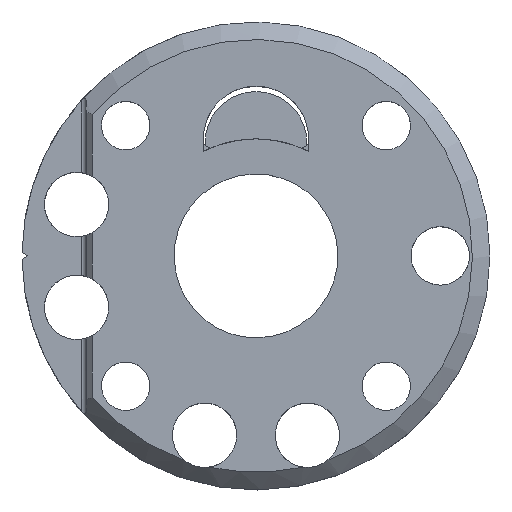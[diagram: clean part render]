
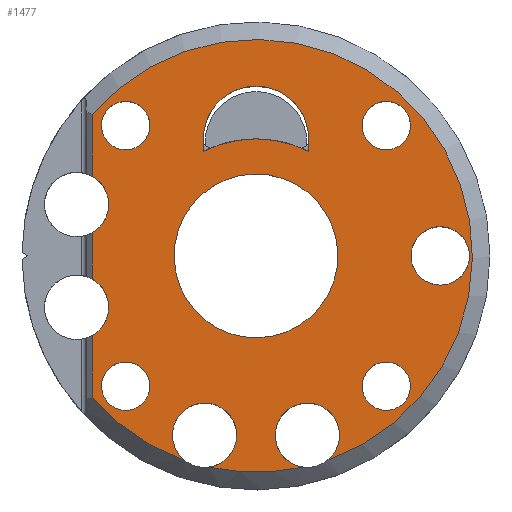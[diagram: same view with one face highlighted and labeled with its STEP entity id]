
A CAD part, top view. The second image highlights one B-rep face of the part: STEP entity #1477.
In plain terms, the highlighted planar face has unit normal (0, 0, 1).
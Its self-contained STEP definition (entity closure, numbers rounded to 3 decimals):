
#52=FACE_BOUND($,#239,.T.);
#53=FACE_BOUND($,#240,.T.);
#54=FACE_BOUND($,#241,.T.);
#55=FACE_BOUND($,#242,.T.);
#56=FACE_BOUND($,#243,.T.);
#57=FACE_BOUND($,#244,.T.);
#58=FACE_BOUND($,#245,.T.);
#59=FACE_BOUND($,#246,.T.);
#85=PLANE($,#1631);
#239=EDGE_LOOP($,(#1142));
#240=EDGE_LOOP($,(#1143));
#241=EDGE_LOOP($,(#1144));
#242=EDGE_LOOP($,(#1145));
#243=EDGE_LOOP($,(#1146,#1147,#1148,#1149));
#244=EDGE_LOOP($,(#1150));
#245=EDGE_LOOP($,(#1151,#1152,#1153,#1154,#1155,#1156,#1157,#1158,#1159,
#1160));
#246=EDGE_LOOP($,(#1161));
#319=LINE($,#2200,#387);
#344=LINE($,#2573,#412);
#356=LINE($,#2657,#424);
#357=LINE($,#2658,#425);
#358=LINE($,#2659,#426);
#387=VECTOR($,#1719,1.07);
#412=VECTOR($,#1940,1.07);
#424=VECTOR($,#1982,5.291);
#425=VECTOR($,#1983,5.291);
#426=VECTOR($,#1984,3.981);
#449=CIRCLE($,#1514,4.5);
#454=CIRCLE($,#1521,2.75);
#456=CIRCLE($,#1526,2.5);
#459=CIRCLE($,#1530,2.75);
#472=CIRCLE($,#1551,7.);
#473=CIRCLE($,#1553,10.);
#478=CIRCLE($,#1559,2.75);
#481=CIRCLE($,#1563,2.067);
#482=CIRCLE($,#1565,2.75);
#514=CIRCLE($,#1609,2.067);
#515=CIRCLE($,#1611,2.067);
#516=CIRCLE($,#1613,2.067);
#517=CIRCLE($,#1620,18.5);
#518=CIRCLE($,#1621,18.5);
#521=CIRCLE($,#1624,18.5);
#557=VERTEX_POINT($,#2143);
#558=VERTEX_POINT($,#2144);
#570=VERTEX_POINT($,#2199);
#582=VERTEX_POINT($,#2242);
#583=VERTEX_POINT($,#2243);
#590=VERTEX_POINT($,#2277);
#593=VERTEX_POINT($,#2284);
#594=VERTEX_POINT($,#2285);
#616=VERTEX_POINT($,#2404);
#617=VERTEX_POINT($,#2407);
#624=VERTEX_POINT($,#2424);
#625=VERTEX_POINT($,#2425);
#629=VERTEX_POINT($,#2447);
#630=VERTEX_POINT($,#2450);
#631=VERTEX_POINT($,#2451);
#659=VERTEX_POINT($,#2562);
#660=VERTEX_POINT($,#2565);
#661=VERTEX_POINT($,#2568);
#663=VERTEX_POINT($,#2584);
#668=VERTEX_POINT($,#2637);
#701=EDGE_CURVE($,#557,#558,#449,.T.);
#714=EDGE_CURVE($,#558,#570,#319,.T.);
#727=EDGE_CURVE($,#582,#583,#454,.T.);
#735=EDGE_CURVE($,#590,#590,#456,.T.);
#738=EDGE_CURVE($,#593,#594,#459,.T.);
#764=EDGE_CURVE($,#616,#616,#472,.T.);
#765=EDGE_CURVE($,#570,#617,#473,.T.);
#774=EDGE_CURVE($,#624,#625,#478,.T.);
#779=EDGE_CURVE($,#629,#629,#481,.F.);
#780=EDGE_CURVE($,#630,#631,#482,.T.);
#824=EDGE_CURVE($,#659,#659,#514,.F.);
#825=EDGE_CURVE($,#660,#660,#515,.F.);
#826=EDGE_CURVE($,#661,#661,#516,.F.);
#827=EDGE_CURVE($,#617,#557,#344,.T.);
#831=EDGE_CURVE($,#631,#624,#517,.T.);
#832=EDGE_CURVE($,#625,#663,#518,.T.);
#839=EDGE_CURVE($,#668,#630,#521,.T.);
#849=EDGE_CURVE($,#663,#582,#356,.T.);
#850=EDGE_CURVE($,#594,#668,#357,.T.);
#851=EDGE_CURVE($,#583,#593,#358,.T.);
#1142=ORIENTED_EDGE($,*,*,#824,.T.);
#1143=ORIENTED_EDGE($,*,*,#825,.T.);
#1144=ORIENTED_EDGE($,*,*,#826,.T.);
#1145=ORIENTED_EDGE($,*,*,#764,.F.);
#1146=ORIENTED_EDGE($,*,*,#765,.F.);
#1147=ORIENTED_EDGE($,*,*,#714,.F.);
#1148=ORIENTED_EDGE($,*,*,#701,.F.);
#1149=ORIENTED_EDGE($,*,*,#827,.F.);
#1150=ORIENTED_EDGE($,*,*,#735,.F.);
#1151=ORIENTED_EDGE($,*,*,#849,.F.);
#1152=ORIENTED_EDGE($,*,*,#832,.F.);
#1153=ORIENTED_EDGE($,*,*,#774,.F.);
#1154=ORIENTED_EDGE($,*,*,#831,.F.);
#1155=ORIENTED_EDGE($,*,*,#780,.F.);
#1156=ORIENTED_EDGE($,*,*,#839,.F.);
#1157=ORIENTED_EDGE($,*,*,#850,.F.);
#1158=ORIENTED_EDGE($,*,*,#738,.F.);
#1159=ORIENTED_EDGE($,*,*,#851,.F.);
#1160=ORIENTED_EDGE($,*,*,#727,.F.);
#1161=ORIENTED_EDGE($,*,*,#779,.T.);
#1477=ADVANCED_FACE($,(#52,#53,#54,#55,#56,#57,#58,#59),#85,.F.);
#1514=AXIS2_PLACEMENT_3D($,#2145,#1703,#1704);
#1521=AXIS2_PLACEMENT_3D($,#2244,#1732,#1733);
#1526=AXIS2_PLACEMENT_3D($,#2278,#1744,#1745);
#1530=AXIS2_PLACEMENT_3D($,#2286,#1752,#1753);
#1551=AXIS2_PLACEMENT_3D($,#2405,#1796,#1797);
#1553=AXIS2_PLACEMENT_3D($,#2408,#1800,#1801);
#1559=AXIS2_PLACEMENT_3D($,#2426,#1816,#1817);
#1563=AXIS2_PLACEMENT_3D($,#2448,#1824,#1825);
#1565=AXIS2_PLACEMENT_3D($,#2452,#1828,#1829);
#1609=AXIS2_PLACEMENT_3D($,#2563,#1924,#1925);
#1611=AXIS2_PLACEMENT_3D($,#2566,#1928,#1929);
#1613=AXIS2_PLACEMENT_3D($,#2569,#1932,#1933);
#1620=AXIS2_PLACEMENT_3D($,#2583,#1949,#1950);
#1621=AXIS2_PLACEMENT_3D($,#2585,#1951,#1952);
#1624=AXIS2_PLACEMENT_3D($,#2639,#1957,#1958);
#1631=AXIS2_PLACEMENT_3D($,#2656,#1980,#1981);
#1703=DIRECTION('center_axis',(0.,0.,1.));
#1704=DIRECTION('ref_axis',(1.,0.,0.));
#1719=DIRECTION($,(0.,-1.,0.));
#1732=DIRECTION('center_axis',(0.,0.,1.));
#1733=DIRECTION('ref_axis',(0.878,0.479,0.));
#1744=DIRECTION('center_axis',(0.,0.,1.));
#1745=DIRECTION('ref_axis',(0.878,0.479,0.));
#1752=DIRECTION('center_axis',(0.,0.,1.));
#1753=DIRECTION('ref_axis',(0.998,-0.058,0.));
#1796=DIRECTION('center_axis',(0.,0.,1.));
#1797=DIRECTION('ref_axis',(0.479,0.878,0.));
#1800=DIRECTION('center_axis',(0.,0.,-1.));
#1801=DIRECTION('ref_axis',(1.,0.,0.));
#1816=DIRECTION('center_axis',(0.,0.,1.));
#1817=DIRECTION('ref_axis',(0.058,0.998,0.));
#1824=DIRECTION('center_axis',(0.,0.,1.));
#1825=DIRECTION('ref_axis',(-1.,0.,0.));
#1828=DIRECTION('center_axis',(0.,0.,1.));
#1829=DIRECTION('ref_axis',(-0.479,0.878,0.));
#1924=DIRECTION('center_axis',(0.,0.,1.));
#1925=DIRECTION('ref_axis',(-1.,0.,0.));
#1928=DIRECTION('center_axis',(0.,0.,1.));
#1929=DIRECTION('ref_axis',(-1.,0.,0.));
#1932=DIRECTION('center_axis',(0.,0.,1.));
#1933=DIRECTION('ref_axis',(-1.,0.,0.));
#1940=DIRECTION($,(0.,1.,0.));
#1949=DIRECTION('center_axis',(0.,0.,-1.));
#1950=DIRECTION('ref_axis',(1.,0.,0.));
#1951=DIRECTION('center_axis',(0.,0.,-1.));
#1952=DIRECTION('ref_axis',(1.,0.,0.));
#1957=DIRECTION('center_axis',(0.,0.,-1.));
#1958=DIRECTION('ref_axis',(1.,0.,0.));
#1980=DIRECTION('center_axis',(0.,0.,-1.));
#1981=DIRECTION('ref_axis',(1.,0.,0.));
#1982=DIRECTION($,(0.,1.,0.));
#1983=DIRECTION($,(0.,1.,0.));
#1984=DIRECTION($,(0.,1.,0.));
#2143=CARTESIAN_POINT('',(4.5,10.,7.5));
#2144=CARTESIAN_POINT('',(-4.5,10.,7.5));
#2145=CARTESIAN_POINT('Origin',(0.,10.,7.5));
#2199=CARTESIAN_POINT('',(-4.5,8.93,7.5));
#2200=CARTESIAN_POINT($,(-4.5,0.,7.5));
#2242=CARTESIAN_POINT('',(-14.,-6.802,7.5));
#2243=CARTESIAN_POINT('',(-14.,-1.991,7.5));
#2244=CARTESIAN_POINT('Origin',(-15.332,-4.396,7.5));
#2277=CARTESIAN_POINT('',(13.377,0.786,7.5));
#2278=CARTESIAN_POINT('Origin',(15.75,0.,7.5));
#2284=CARTESIAN_POINT('',(-14.,1.991,7.5));
#2285=CARTESIAN_POINT('',(-14.,6.802,7.5));
#2286=CARTESIAN_POINT('Origin',(-15.332,4.396,7.5));
#2404=CARTESIAN_POINT('',(-3.356,-6.143,7.5));
#2405=CARTESIAN_POINT('Origin',(0.,0.,7.5));
#2407=CARTESIAN_POINT('',(4.5,8.93,7.5));
#2408=CARTESIAN_POINT('Origin',(0.,0.,7.5));
#2424=CARTESIAN_POINT('',(-4.025,-18.057,7.5));
#2425=CARTESIAN_POINT('',(-6.156,-17.446,7.5));
#2426=CARTESIAN_POINT('Origin',(-4.396,-15.332,7.5));
#2447=CARTESIAN_POINT('',(-12.951,-12.128,7.5));
#2448=CARTESIAN_POINT('Origin',(-11.137,-11.137,7.5));
#2450=CARTESIAN_POINT('',(6.156,-17.446,7.5));
#2451=CARTESIAN_POINT('',(4.025,-18.057,7.5));
#2452=CARTESIAN_POINT('Origin',(4.396,-15.332,7.5));
#2562=CARTESIAN_POINT('',(12.128,-12.951,7.5));
#2563=CARTESIAN_POINT('Origin',(11.137,-11.137,7.5));
#2565=CARTESIAN_POINT('',(12.951,12.128,7.5));
#2566=CARTESIAN_POINT('Origin',(11.137,11.137,7.5));
#2568=CARTESIAN_POINT('',(-12.128,12.951,7.5));
#2569=CARTESIAN_POINT('Origin',(-11.137,11.137,7.5));
#2573=CARTESIAN_POINT($,(4.5,5.,7.5));
#2583=CARTESIAN_POINT('Origin',(0.,0.,7.5));
#2584=CARTESIAN_POINT('',(-14.,-12.093,7.5));
#2585=CARTESIAN_POINT('Origin',(0.,0.,7.5));
#2637=CARTESIAN_POINT('',(-14.,12.093,7.5));
#2639=CARTESIAN_POINT('Origin',(0.,0.,7.5));
#2656=CARTESIAN_POINT('Origin',(0.,13.,7.5));
#2657=CARTESIAN_POINT($,(-14.,-9.448,7.5));
#2658=CARTESIAN_POINT($,(-14.,9.448,7.5));
#2659=CARTESIAN_POINT($,(-14.,0.,7.5));
